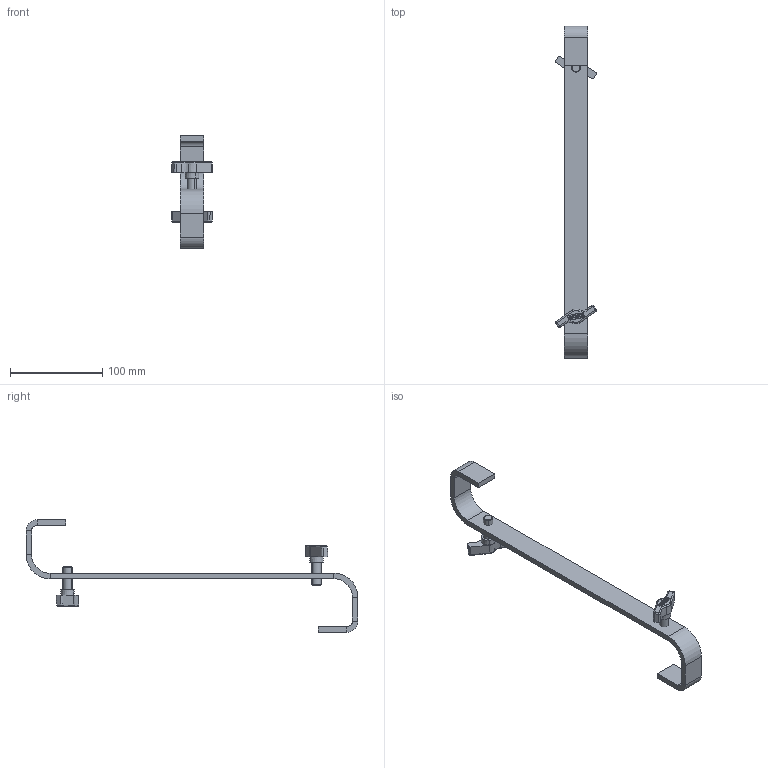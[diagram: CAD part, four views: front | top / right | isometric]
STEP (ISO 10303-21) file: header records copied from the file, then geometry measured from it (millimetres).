
FILE_DESCRIPTION (( 'STEP AP203' ), '1' );
FILE_NAME ('T19900.STEP', '2018-07-13T15:20:58', ( '' ), ( '' ), 'SwSTEP 2.0', 'SolidWorks 2016', '' );
FILE_SCHEMA (( 'CONFIG_CONTROL_DESIGN' ));
Length unit declared in the file: millimetre
Products named in the file (3): Doughty Knob_S0158; T19900; TH1766
Assembly tree (3 placements, depth 2):
  T19900
    TH1766
    Doughty Knob_S0158  x2
Bounding box: 44.46 x 360 x 122 mm (x, y, z)
Volume: 94559.3 mm3; surface area: 39286.6 mm2
Topology: 3 solids, 3 shells, 503 faces, 1286 edges, 836 vertices
Faces by surface type: plane 299, cylinder 92, bspline 72, cone 24, torus 16
Entity records: 16116 total; most frequent: CARTESIAN_POINT 6982, ORIENTED_EDGE 1938, DIRECTION 1583, EDGE_CURVE 969, LINE 689, VECTOR 689, VERTEX_POINT 630, AXIS2_PLACEMENT_3D 447
